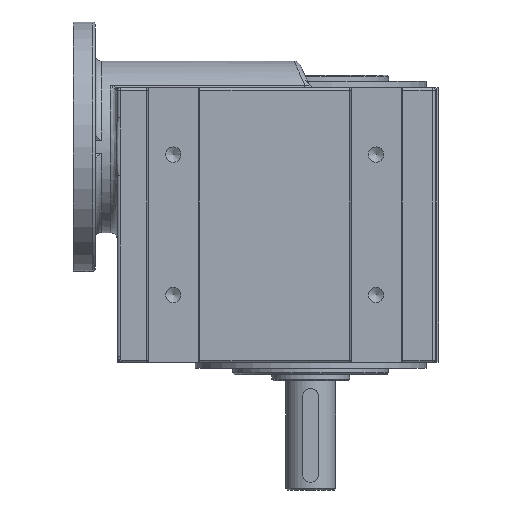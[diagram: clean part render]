
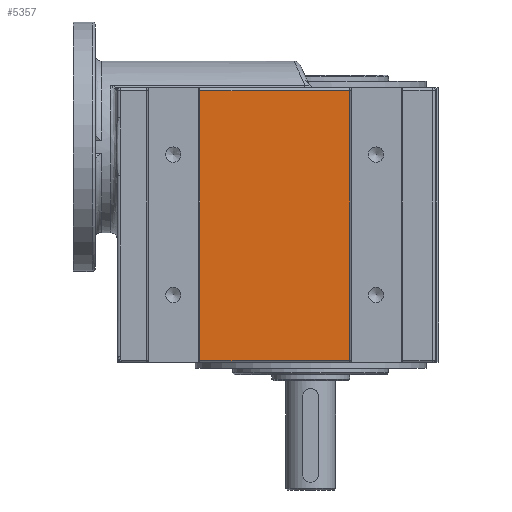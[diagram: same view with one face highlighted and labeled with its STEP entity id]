
A CAD part, front view. The second image highlights one B-rep face of the part: STEP entity #5357.
In plain terms, the highlighted planar face has unit normal (0, -1, 0).
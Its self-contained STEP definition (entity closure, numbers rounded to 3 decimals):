
#4816=CARTESIAN_POINT('',(40.5,-29.,18.));
#4817=VERTEX_POINT('',#4816);
#4862=CARTESIAN_POINT('',(40.5,-29.,-68.5));
#4863=VERTEX_POINT('',#4862);
#4871=CARTESIAN_POINT('',(40.5,-29.,-68.5));
#4872=DIRECTION('',(0.0,0.0,1.0));
#4873=VECTOR('',#4872,86.5);
#4874=LINE('',#4871,#4873);
#4875=EDGE_CURVE('',#4863,#4817,#4874,.T.);
#5113=CARTESIAN_POINT('',(88.5,-29.,-68.5));
#5114=VERTEX_POINT('',#5113);
#5159=CARTESIAN_POINT('',(88.5,-29.,18.));
#5160=VERTEX_POINT('',#5159);
#5168=CARTESIAN_POINT('',(88.5,-29.,18.));
#5169=DIRECTION('',(0.0,0.0,-1.0));
#5170=VECTOR('',#5169,86.5);
#5171=LINE('',#5168,#5170);
#5172=EDGE_CURVE('',#5160,#5114,#5171,.T.);
#5332=CARTESIAN_POINT('',(88.5,-29.,-68.5));
#5333=DIRECTION('',(-1.0,0.0,0.0));
#5334=VECTOR('',#5333,48.);
#5335=LINE('',#5332,#5334);
#5336=EDGE_CURVE('',#5114,#4863,#5335,.T.);
#5341=CARTESIAN_POINT('',(64.5,-29.,-25.));
#5342=DIRECTION('',(0.0,1.0,0.0));
#5343=DIRECTION('',(0.0,0.0,1.0));
#5344=AXIS2_PLACEMENT_3D('',#5341,#5342,#5343);
#5345=PLANE('',#5344);
#5346=ORIENTED_EDGE('',*,*,#4875,.F.);
#5347=ORIENTED_EDGE('',*,*,#5336,.F.);
#5348=ORIENTED_EDGE('',*,*,#5172,.F.);
#5349=CARTESIAN_POINT('',(40.5,-29.,18.));
#5350=DIRECTION('',(1.0,0.0,0.0));
#5351=VECTOR('',#5350,48.);
#5352=LINE('',#5349,#5351);
#5353=EDGE_CURVE('',#4817,#5160,#5352,.T.);
#5354=ORIENTED_EDGE('',*,*,#5353,.F.);
#5355=EDGE_LOOP('',(#5346,#5347,#5348,#5354));
#5356=FACE_OUTER_BOUND('',#5355,.T.);
#5357=ADVANCED_FACE('',(#5356),#5345,.F.);
